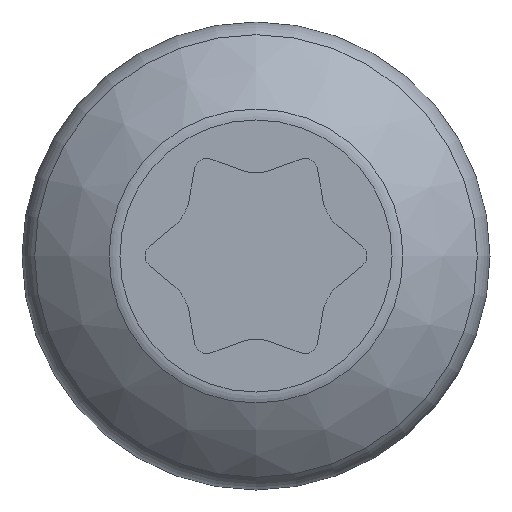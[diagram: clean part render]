
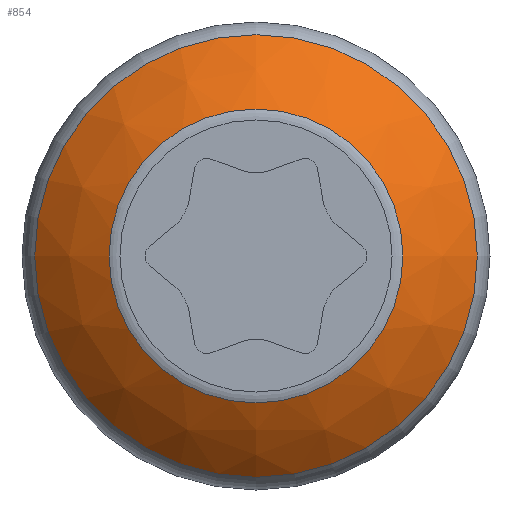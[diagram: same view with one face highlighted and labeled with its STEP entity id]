
A CAD part, left-side view. The second image highlights one B-rep face of the part: STEP entity #854.
In plain terms, the highlighted free-form (B-spline) face has degree [2, 2] with [3, 9] control points.
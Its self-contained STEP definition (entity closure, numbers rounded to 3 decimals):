
#15=(
BOUNDED_CURVE()
B_SPLINE_CURVE(2,(#1521,#1522,#1523),.UNSPECIFIED.,.F.,.F.)
B_SPLINE_CURVE_WITH_KNOTS((3,3),(0.734,1.115),
 .UNSPECIFIED.)
CURVE()
GEOMETRIC_REPRESENTATION_ITEM()
RATIONAL_B_SPLINE_CURVE((1.,0.982,1.))
REPRESENTATION_ITEM($)
);
#16=(
BOUNDED_SURFACE()
B_SPLINE_SURFACE(2,2,((#1490,#1491,#1492,#1493,#1494,#1495,#1496,#1497,
#1498),(#1499,#1500,#1501,#1502,#1503,#1504,#1505,#1506,#1507),(#1508,#1509,
#1510,#1511,#1512,#1513,#1514,#1515,#1516)),.UNSPECIFIED.,.F.,.T.,.F.)
B_SPLINE_SURFACE_WITH_KNOTS((3,3),(3,2,2,2,3),(-1.115,-0.734),
(-3.142,-1.571,0.,1.571,3.142),
 .UNSPECIFIED.)
GEOMETRIC_REPRESENTATION_ITEM()
RATIONAL_B_SPLINE_SURFACE(((1.,0.707,1.,0.707,1.,
0.707,1.,0.707,1.),(0.982,0.694,
0.982,0.694,0.982,0.694,
0.982,0.694,0.982),(1.,0.707,
1.,0.707,1.,0.707,1.,0.707,1.)))
REPRESENTATION_ITEM($)
SURFACE()
);
#87=FACE_OUTER_BOUND($,#140,.T.);
#140=EDGE_LOOP($,(#731,#732,#733,#734,#735,#736));
#326=CIRCLE($,#958,5.965);
#327=CIRCLE($,#959,5.965);
#329=CIRCLE($,#961,8.985);
#330=CIRCLE($,#962,8.985);
#411=VERTEX_POINT($,#1484);
#412=VERTEX_POINT($,#1485);
#414=VERTEX_POINT($,#1517);
#415=VERTEX_POINT($,#1518);
#532=EDGE_CURVE($,#411,#412,#326,.T.);
#533=EDGE_CURVE($,#412,#411,#327,.T.);
#535=EDGE_CURVE($,#414,#415,#329,.T.);
#536=EDGE_CURVE($,#415,#414,#330,.T.);
#537=EDGE_CURVE($,#415,#412,#15,.T.);
#731=ORIENTED_EDGE($,*,*,#535,.F.);
#732=ORIENTED_EDGE($,*,*,#536,.F.);
#733=ORIENTED_EDGE($,*,*,#537,.T.);
#734=ORIENTED_EDGE($,*,*,#532,.F.);
#735=ORIENTED_EDGE($,*,*,#533,.F.);
#736=ORIENTED_EDGE($,*,*,#537,.F.);
#854=ADVANCED_FACE($,(#87),#16,.F.);
#958=AXIS2_PLACEMENT_3D($,#1486,#1222,#1223);
#959=AXIS2_PLACEMENT_3D($,#1487,#1224,#1225);
#961=AXIS2_PLACEMENT_3D($,#1519,#1228,#1229);
#962=AXIS2_PLACEMENT_3D($,#1520,#1230,#1231);
#1222=DIRECTION('center_axis',(-1.,0.,0.));
#1223=DIRECTION('ref_axis',(0.,1.,0.));
#1224=DIRECTION('center_axis',(-1.,0.,0.));
#1225=DIRECTION('ref_axis',(0.,1.,0.));
#1228=DIRECTION('center_axis',(1.,0.,0.));
#1229=DIRECTION('ref_axis',(0.,1.,0.));
#1230=DIRECTION('center_axis',(1.,0.,0.));
#1231=DIRECTION('ref_axis',(0.,1.,0.));
#1484=CARTESIAN_POINT('',(-35.898,-5.965,0.));
#1485=CARTESIAN_POINT('',(-35.898,0.,-5.965));
#1486=CARTESIAN_POINT('Origin',(-35.898,0.,
0.));
#1487=CARTESIAN_POINT('Origin',(-35.898,0.,
0.));
#1490=CARTESIAN_POINT('Ctrl Pts',(-35.898,0.,
-5.965));
#1491=CARTESIAN_POINT('Ctrl Pts',(-35.898,5.965,-5.965));
#1492=CARTESIAN_POINT('Ctrl Pts',(-35.898,5.965,0.));
#1493=CARTESIAN_POINT('Ctrl Pts',(-35.898,5.965,5.965));
#1494=CARTESIAN_POINT('Ctrl Pts',(-35.898,0.,
5.965));
#1495=CARTESIAN_POINT('Ctrl Pts',(-35.898,-5.965,5.965));
#1496=CARTESIAN_POINT('Ctrl Pts',(-35.898,-5.965,0.));
#1497=CARTESIAN_POINT('Ctrl Pts',(-35.898,-5.965,-5.965));
#1498=CARTESIAN_POINT('Ctrl Pts',(-35.898,0.,
-5.965));
#1499=CARTESIAN_POINT('Ctrl Pts',(-35.049,0.,
-7.694));
#1500=CARTESIAN_POINT('Ctrl Pts',(-35.049,7.694,-7.694));
#1501=CARTESIAN_POINT('Ctrl Pts',(-35.049,7.694,0.));
#1502=CARTESIAN_POINT('Ctrl Pts',(-35.049,7.694,7.694));
#1503=CARTESIAN_POINT('Ctrl Pts',(-35.049,0.,
7.694));
#1504=CARTESIAN_POINT('Ctrl Pts',(-35.049,-7.694,7.694));
#1505=CARTESIAN_POINT('Ctrl Pts',(-35.049,-7.694,0.));
#1506=CARTESIAN_POINT('Ctrl Pts',(-35.049,-7.694,-7.694));
#1507=CARTESIAN_POINT('Ctrl Pts',(-35.049,0.,
-7.694));
#1508=CARTESIAN_POINT('Ctrl Pts',(-33.619,0.,
-8.985));
#1509=CARTESIAN_POINT('Ctrl Pts',(-33.619,8.985,-8.985));
#1510=CARTESIAN_POINT('Ctrl Pts',(-33.619,8.985,0.));
#1511=CARTESIAN_POINT('Ctrl Pts',(-33.619,8.985,8.985));
#1512=CARTESIAN_POINT('Ctrl Pts',(-33.619,0.,
8.985));
#1513=CARTESIAN_POINT('Ctrl Pts',(-33.619,-8.985,8.985));
#1514=CARTESIAN_POINT('Ctrl Pts',(-33.619,-8.985,0.));
#1515=CARTESIAN_POINT('Ctrl Pts',(-33.619,-8.985,-8.985));
#1516=CARTESIAN_POINT('Ctrl Pts',(-33.619,0.,
-8.985));
#1517=CARTESIAN_POINT('',(-33.619,-8.985,0.));
#1518=CARTESIAN_POINT('',(-33.619,0.,-8.985));
#1519=CARTESIAN_POINT('Origin',(-33.619,0.,
0.));
#1520=CARTESIAN_POINT('Origin',(-33.619,0.,
0.));
#1521=CARTESIAN_POINT('Ctrl Pts',(-33.619,0.,
-8.985));
#1522=CARTESIAN_POINT('Ctrl Pts',(-35.049,0.,
-7.694));
#1523=CARTESIAN_POINT('Ctrl Pts',(-35.898,0.,
-5.965));
